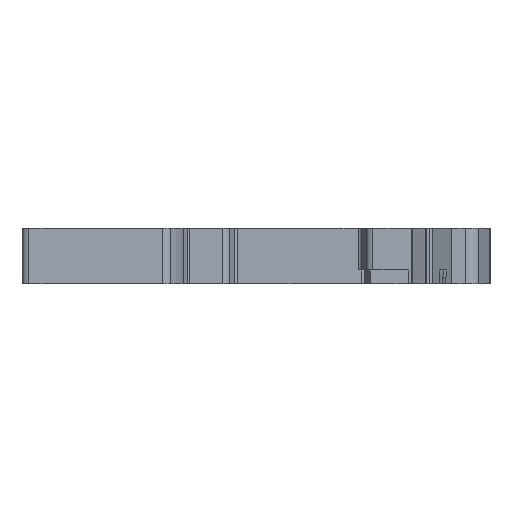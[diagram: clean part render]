
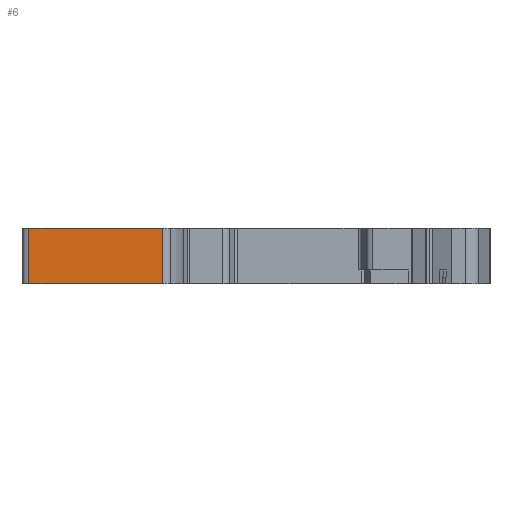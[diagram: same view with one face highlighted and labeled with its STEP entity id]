
A CAD part, front view. The second image highlights one B-rep face of the part: STEP entity #6.
In plain terms, the highlighted planar face has unit normal (0, -1, 0).
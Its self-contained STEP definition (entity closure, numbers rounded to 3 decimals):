
#6 = ADVANCED_FACE ( 'NONE', ( #6294 ), #9099, .T. ) ;
#183 = VECTOR ( 'NONE', #4758, 1000. ) ;
#328 = LINE ( 'NONE', #7634, #183 ) ;
#798 = ORIENTED_EDGE ( 'NONE', *, *, #12438, .T. ) ;
#1520 = VERTEX_POINT ( 'NONE', #3253 ) ;
#2140 = EDGE_CURVE ( 'NONE', #9095, #9883, #3202, .T. ) ;
#2294 = DIRECTION ( 'NONE',  ( 1., 0., 0. ) ) ;
#2779 = EDGE_LOOP ( 'NONE', ( #10494, #11713, #798, #3120 ) ) ;
#3120 = ORIENTED_EDGE ( 'NONE', *, *, #5211, .T. ) ;
#3164 = CARTESIAN_POINT ( 'NONE',  ( -26.598, -20.123, 0. ) ) ;
#3202 = LINE ( 'NONE', #6517, #5257 ) ;
#3253 = CARTESIAN_POINT ( 'NONE',  ( -7.535, -20.123, -8. ) ) ;
#4426 = DIRECTION ( 'NONE',  ( 0., 0., 1. ) ) ;
#4502 = CARTESIAN_POINT ( 'NONE',  ( -7.535, -20.123, -8. ) ) ;
#4758 = DIRECTION ( 'NONE',  ( 0., 0., 1. ) ) ;
#5211 = EDGE_CURVE ( 'NONE', #1520, #9883, #9534, .T. ) ;
#5257 = VECTOR ( 'NONE', #2294, 1000. ) ;
#6294 = FACE_OUTER_BOUND ( 'NONE', #2779, .T. ) ;
#6517 = CARTESIAN_POINT ( 'NONE',  ( -7.535, -20.123, 0. ) ) ;
#7634 = CARTESIAN_POINT ( 'NONE',  ( -26.598, -20.123, -8. ) ) ;
#7932 = VECTOR ( 'NONE', #4426, 1000. ) ;
#8185 = CARTESIAN_POINT ( 'NONE',  ( -7.535, -20.123, -8. ) ) ;
#8243 = DIRECTION ( 'NONE',  ( 0., 0., -1. ) ) ;
#8265 = DIRECTION ( 'NONE',  ( 0., -1., 0. ) ) ;
#8433 = EDGE_CURVE ( 'NONE', #11444, #9095, #328, .T. ) ;
#9095 = VERTEX_POINT ( 'NONE', #3164 ) ;
#9099 = PLANE ( 'NONE',  #9174 ) ;
#9174 = AXIS2_PLACEMENT_3D ( 'NONE', #8185, #8265, #8243 ) ;
#9534 = LINE ( 'NONE', #4502, #7932 ) ;
#9883 = VERTEX_POINT ( 'NONE', #12521 ) ;
#10377 = DIRECTION ( 'NONE',  ( 1., 0., 0. ) ) ;
#10474 = CARTESIAN_POINT ( 'NONE',  ( -7.535, -20.123, -8. ) ) ;
#10494 = ORIENTED_EDGE ( 'NONE', *, *, #2140, .F. ) ;
#11189 = CARTESIAN_POINT ( 'NONE',  ( -26.598, -20.123, -8. ) ) ;
#11444 = VERTEX_POINT ( 'NONE', #11189 ) ;
#11713 = ORIENTED_EDGE ( 'NONE', *, *, #8433, .F. ) ;
#12405 = VECTOR ( 'NONE', #10377, 1000. ) ;
#12416 = LINE ( 'NONE', #10474, #12405 ) ;
#12438 = EDGE_CURVE ( 'NONE', #11444, #1520, #12416, .T. ) ;
#12521 = CARTESIAN_POINT ( 'NONE',  ( -7.535, -20.123, 0. ) ) ;
